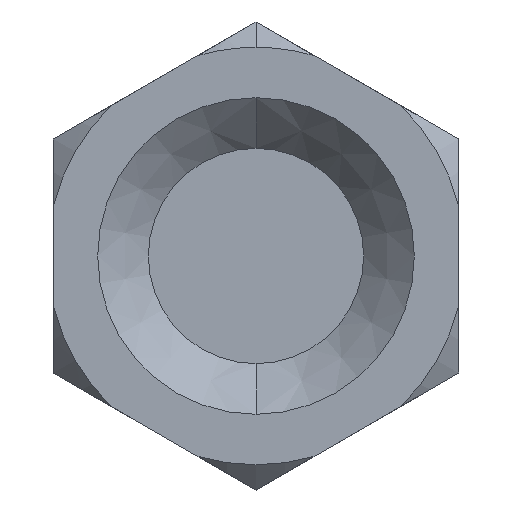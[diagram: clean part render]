
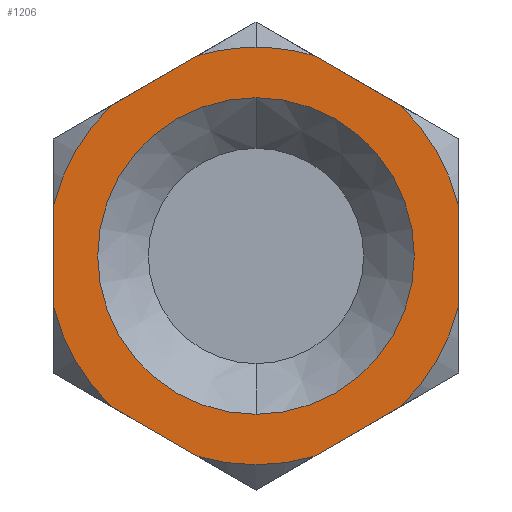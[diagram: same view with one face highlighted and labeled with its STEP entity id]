
A CAD part, front view. The second image highlights one B-rep face of the part: STEP entity #1206.
In plain terms, the highlighted planar face has unit normal (0, -1, 0).
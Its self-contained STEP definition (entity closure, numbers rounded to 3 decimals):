
#5 = VERTEX_POINT ( 'NONE', #237 ) ;
#11 = ORIENTED_EDGE ( 'NONE', *, *, #1539, .T. ) ;
#17 = ORIENTED_EDGE ( 'NONE', *, *, #52, .T. ) ;
#30 = CARTESIAN_POINT ( 'NONE',  ( 0., -55., 0. ) ) ;
#43 = CARTESIAN_POINT ( 'NONE',  ( -8., -55., -4.619 ) ) ;
#52 = EDGE_CURVE ( 'NONE', #1076, #602, #180, .T. ) ;
#66 = CIRCLE ( 'NONE', #361, 8.24 ) ;
#72 = AXIS2_PLACEMENT_3D ( 'NONE', #152, #920, #1290 ) ;
#87 = CIRCLE ( 'NONE', #1412, 8.24 ) ;
#118 = AXIS2_PLACEMENT_3D ( 'NONE', #823, #1115, #124 ) ;
#122 = CARTESIAN_POINT ( 'NONE',  ( 8., -55., 4.619 ) ) ;
#123 = ORIENTED_EDGE ( 'NONE', *, *, #257, .T. ) ;
#124 = DIRECTION ( 'NONE',  ( 0., 0., -1. ) ) ;
#135 = CARTESIAN_POINT ( 'NONE',  ( -8., -55., -1.974 ) ) ;
#144 = CARTESIAN_POINT ( 'NONE',  ( 5.71, -55., -5.941 ) ) ;
#152 = CARTESIAN_POINT ( 'NONE',  ( 0., -55., 0. ) ) ;
#157 = DIRECTION ( 'NONE',  ( 0., -1., 0. ) ) ;
#164 = CIRCLE ( 'NONE', #580, 8.24 ) ;
#174 = ORIENTED_EDGE ( 'NONE', *, *, #1012, .T. ) ;
#180 = LINE ( 'NONE', #1556, #448 ) ;
#216 = DIRECTION ( 'NONE',  ( 0., -1., 0. ) ) ;
#234 = VERTEX_POINT ( 'NONE', #1380 ) ;
#237 = CARTESIAN_POINT ( 'NONE',  ( -2.29, -55., -7.915 ) ) ;
#241 = EDGE_CURVE ( 'NONE', #1369, #234, #749, .T. ) ;
#257 = EDGE_CURVE ( 'NONE', #602, #1151, #87, .T. ) ;
#301 = DIRECTION ( 'NONE',  ( 0., -1., 0. ) ) ;
#318 = AXIS2_PLACEMENT_3D ( 'NONE', #1753, #1601, #759 ) ;
#327 = CARTESIAN_POINT ( 'NONE',  ( 0., -55., 0. ) ) ;
#333 = LINE ( 'NONE', #637, #1542 ) ;
#337 = VECTOR ( 'NONE', #1113, 1000. ) ;
#352 = CIRCLE ( 'NONE', #958, 8.24 ) ;
#361 = AXIS2_PLACEMENT_3D ( 'NONE', #1237, #216, #1603 ) ;
#402 = EDGE_CURVE ( 'NONE', #821, #1472, #1775, .T. ) ;
#430 = DIRECTION ( 'NONE',  ( 0., 0., -1. ) ) ;
#448 = VECTOR ( 'NONE', #811, 1000. ) ;
#450 = LINE ( 'NONE', #858, #923 ) ;
#468 = DIRECTION ( 'NONE',  ( 0., 0., -1. ) ) ;
#499 = CARTESIAN_POINT ( 'NONE',  ( 0., -55., -6.25 ) ) ;
#520 = DIRECTION ( 'NONE',  ( 0., 0., -1. ) ) ;
#580 = AXIS2_PLACEMENT_3D ( 'NONE', #30, #1440, #430 ) ;
#586 = DIRECTION ( 'NONE',  ( 0.866, 0., 0.5 ) ) ;
#602 = VERTEX_POINT ( 'NONE', #698 ) ;
#609 = EDGE_CURVE ( 'NONE', #1651, #1787, #624, .T. ) ;
#624 = LINE ( 'NONE', #975, #980 ) ;
#636 = AXIS2_PLACEMENT_3D ( 'NONE', #1644, #1779, #520 ) ;
#637 = CARTESIAN_POINT ( 'NONE',  ( -8., -55., 4.619 ) ) ;
#647 = VECTOR ( 'NONE', #1022, 1000. ) ;
#659 = CARTESIAN_POINT ( 'NONE',  ( 0., -55., 0. ) ) ;
#682 = CARTESIAN_POINT ( 'NONE',  ( 0., -55., 0. ) ) ;
#685 = CARTESIAN_POINT ( 'NONE',  ( 8., -55., -1.974 ) ) ;
#695 = CARTESIAN_POINT ( 'NONE',  ( -5.71, -55., -5.941 ) ) ;
#698 = CARTESIAN_POINT ( 'NONE',  ( -5.71, -55., 5.941 ) ) ;
#733 = EDGE_CURVE ( 'NONE', #1439, #5, #1623, .T. ) ;
#749 = LINE ( 'NONE', #122, #337 ) ;
#752 = ORIENTED_EDGE ( 'NONE', *, *, #1175, .T. ) ;
#759 = DIRECTION ( 'NONE',  ( 0., 0., -1. ) ) ;
#781 = PLANE ( 'NONE',  #318 ) ;
#811 = DIRECTION ( 'NONE',  ( -0.866, 0., -0.5 ) ) ;
#821 = VERTEX_POINT ( 'NONE', #499 ) ;
#823 = CARTESIAN_POINT ( 'NONE',  ( 0., -55., 0. ) ) ;
#832 = DIRECTION ( 'NONE',  ( 0., 0., -1. ) ) ;
#858 = CARTESIAN_POINT ( 'NONE',  ( 0., -55., -9.238 ) ) ;
#866 = VERTEX_POINT ( 'NONE', #1490 ) ;
#885 = ORIENTED_EDGE ( 'NONE', *, *, #1435, .T. ) ;
#890 = CARTESIAN_POINT ( 'NONE',  ( 8., -55., 1.974 ) ) ;
#920 = DIRECTION ( 'NONE',  ( 0., 1., 0. ) ) ;
#923 = VECTOR ( 'NONE', #586, 1000. ) ;
#928 = FACE_BOUND ( 'NONE', #1297, .T. ) ;
#956 = CARTESIAN_POINT ( 'NONE',  ( -2.29, -55., 7.915 ) ) ;
#958 = AXIS2_PLACEMENT_3D ( 'NONE', #682, #157, #1660 ) ;
#975 = CARTESIAN_POINT ( 'NONE',  ( 8., -55., -4.619 ) ) ;
#980 = VECTOR ( 'NONE', #1417, 1000. ) ;
#993 = CARTESIAN_POINT ( 'NONE',  ( 0., -55., 6.25 ) ) ;
#1012 = EDGE_CURVE ( 'NONE', #1472, #821, #1049, .T. ) ;
#1015 = EDGE_CURVE ( 'NONE', #1446, #1651, #66, .T. ) ;
#1022 = DIRECTION ( 'NONE',  ( 0.866, 0., -0.5 ) ) ;
#1034 = AXIS2_PLACEMENT_3D ( 'NONE', #1727, #301, #468 ) ;
#1043 = ORIENTED_EDGE ( 'NONE', *, *, #241, .T. ) ;
#1049 = CIRCLE ( 'NONE', #72, 6.25 ) ;
#1076 = VERTEX_POINT ( 'NONE', #956 ) ;
#1094 = ORIENTED_EDGE ( 'NONE', *, *, #402, .T. ) ;
#1099 = DIRECTION ( 'NONE',  ( 0., -1., 0. ) ) ;
#1113 = DIRECTION ( 'NONE',  ( -0.866, 0., 0.5 ) ) ;
#1115 = DIRECTION ( 'NONE',  ( 0., -1., 0. ) ) ;
#1127 = ORIENTED_EDGE ( 'NONE', *, *, #609, .T. ) ;
#1140 = VERTEX_POINT ( 'NONE', #135 ) ;
#1151 = VERTEX_POINT ( 'NONE', #1184 ) ;
#1175 = EDGE_CURVE ( 'NONE', #5, #866, #1205, .T. ) ;
#1177 = ORIENTED_EDGE ( 'NONE', *, *, #1015, .T. ) ;
#1184 = CARTESIAN_POINT ( 'NONE',  ( -8., -55., 1.974 ) ) ;
#1186 = DIRECTION ( 'NONE',  ( 0., 0., -1. ) ) ;
#1205 = CIRCLE ( 'NONE', #1034, 8.24 ) ;
#1206 = ADVANCED_FACE ( 'NONE', ( #928, #1423 ), #781, .T. ) ;
#1228 = EDGE_LOOP ( 'NONE', ( #1706, #1177, #1127, #1475, #1043, #11, #1684, #17, #123, #1537, #885, #1592, #752 ) ) ;
#1237 = CARTESIAN_POINT ( 'NONE',  ( 0., -55., 0. ) ) ;
#1279 = EDGE_CURVE ( 'NONE', #1547, #1076, #1725, .T. ) ;
#1290 = DIRECTION ( 'NONE',  ( 0., 0., -1. ) ) ;
#1291 = EDGE_CURVE ( 'NONE', #1151, #1140, #333, .T. ) ;
#1297 = EDGE_LOOP ( 'NONE', ( #1094, #174 ) ) ;
#1314 = DIRECTION ( 'NONE',  ( 0., 1., 0. ) ) ;
#1369 = VERTEX_POINT ( 'NONE', #1682 ) ;
#1380 = CARTESIAN_POINT ( 'NONE',  ( 2.29, -55., 7.915 ) ) ;
#1389 = CARTESIAN_POINT ( 'NONE',  ( 0., -55., 8.24 ) ) ;
#1412 = AXIS2_PLACEMENT_3D ( 'NONE', #659, #1099, #832 ) ;
#1417 = DIRECTION ( 'NONE',  ( 0., 0., 1. ) ) ;
#1423 = FACE_OUTER_BOUND ( 'NONE', #1228, .T. ) ;
#1435 = EDGE_CURVE ( 'NONE', #1140, #1439, #352, .T. ) ;
#1439 = VERTEX_POINT ( 'NONE', #695 ) ;
#1440 = DIRECTION ( 'NONE',  ( 0., -1., 0. ) ) ;
#1446 = VERTEX_POINT ( 'NONE', #144 ) ;
#1454 = CIRCLE ( 'NONE', #636, 8.24 ) ;
#1472 = VERTEX_POINT ( 'NONE', #993 ) ;
#1475 = ORIENTED_EDGE ( 'NONE', *, *, #1647, .T. ) ;
#1490 = CARTESIAN_POINT ( 'NONE',  ( 2.29, -55., -7.915 ) ) ;
#1537 = ORIENTED_EDGE ( 'NONE', *, *, #1291, .T. ) ;
#1539 = EDGE_CURVE ( 'NONE', #234, #1547, #1454, .T. ) ;
#1542 = VECTOR ( 'NONE', #1609, 1000. ) ;
#1547 = VERTEX_POINT ( 'NONE', #1389 ) ;
#1556 = CARTESIAN_POINT ( 'NONE',  ( 0., -55., 9.238 ) ) ;
#1560 = AXIS2_PLACEMENT_3D ( 'NONE', #327, #1314, #1186 ) ;
#1592 = ORIENTED_EDGE ( 'NONE', *, *, #733, .T. ) ;
#1601 = DIRECTION ( 'NONE',  ( 0., -1., 0. ) ) ;
#1603 = DIRECTION ( 'NONE',  ( 0., 0., -1. ) ) ;
#1609 = DIRECTION ( 'NONE',  ( 0., 0., -1. ) ) ;
#1623 = LINE ( 'NONE', #43, #647 ) ;
#1644 = CARTESIAN_POINT ( 'NONE',  ( 0., -55., 0. ) ) ;
#1647 = EDGE_CURVE ( 'NONE', #1787, #1369, #164, .T. ) ;
#1651 = VERTEX_POINT ( 'NONE', #685 ) ;
#1657 = EDGE_CURVE ( 'NONE', #866, #1446, #450, .T. ) ;
#1660 = DIRECTION ( 'NONE',  ( 0., 0., -1. ) ) ;
#1682 = CARTESIAN_POINT ( 'NONE',  ( 5.71, -55., 5.941 ) ) ;
#1684 = ORIENTED_EDGE ( 'NONE', *, *, #1279, .T. ) ;
#1706 = ORIENTED_EDGE ( 'NONE', *, *, #1657, .T. ) ;
#1725 = CIRCLE ( 'NONE', #118, 8.24 ) ;
#1727 = CARTESIAN_POINT ( 'NONE',  ( 0., -55., 0. ) ) ;
#1753 = CARTESIAN_POINT ( 'NONE',  ( 0., -55., 9.238 ) ) ;
#1775 = CIRCLE ( 'NONE', #1560, 6.25 ) ;
#1779 = DIRECTION ( 'NONE',  ( 0., -1., 0. ) ) ;
#1787 = VERTEX_POINT ( 'NONE', #890 ) ;
